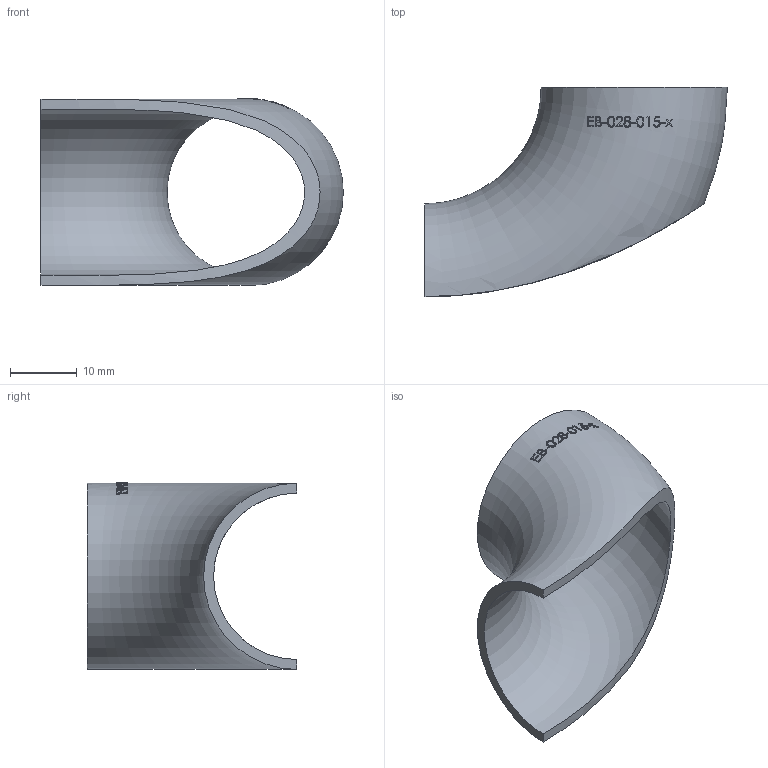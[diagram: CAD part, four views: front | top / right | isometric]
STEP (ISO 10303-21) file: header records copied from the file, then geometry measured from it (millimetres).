
FILE_DESCRIPTION (( 'STEP AP214' ), '1' );
FILE_NAME ('EB-028-015-x Einschweissbogen 1904.STEP', '2019-04-04T12:05:37', ( '' ), ( '' ), 'SwSTEP 2.0', 'SolidWorks 2016', '' );
FILE_SCHEMA (( 'AUTOMOTIVE_DESIGN' ));
Length unit declared in the file: millimetre
Products named in the file (1): EB-028-015-x Einschweissbogen 1904
Bounding box: 45.5 x 31.5 x 28.1 mm (x, y, z)
Volume: 3864.1 mm3; surface area: 5509 mm2
Topology: 1 solids, 1 shells, 144 faces, 378 edges, 253 vertices
Faces by surface type: plane 65, bspline 59, torus 20
Entity records: 9396 total; most frequent: CARTESIAN_POINT 5019, ORIENTED_EDGE 746, EDGE_CURVE 373, DIRECTION 303, VERTEX_POINT 250, B_SPLINE_CURVE_WITH_KNOTS 246, EDGE_LOOP 165, FACE_OUTER_BOUND 146
